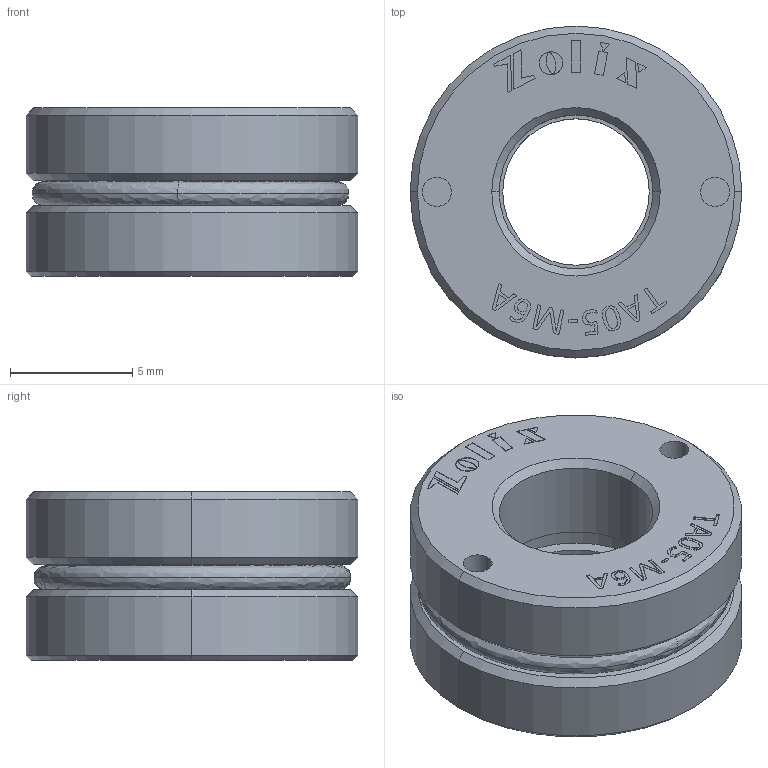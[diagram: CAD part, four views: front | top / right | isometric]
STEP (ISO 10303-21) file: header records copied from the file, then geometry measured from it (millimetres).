
FILE_DESCRIPTION (( 'STEP AP203' ), '1' );
FILE_NAME ('TA05-M6A.STEP', '2025-10-17T07:31:34', ( '' ), ( '' ), 'SwSTEP 2.0', 'SolidWorks 2020', '' );
FILE_SCHEMA (( 'CONFIG_CONTROL_DESIGN' ));
Length unit declared in the file: millimetre
Products named in the file (1): TA05-M6A
Bounding box: 13.59 x 13.59 x 6.9 mm (x, y, z)
Volume: 753.6 mm3; surface area: 876.6 mm2
Topology: 2 solids, 2 shells, 324 faces, 860 edges, 568 vertices
Faces by surface type: plane 213, bspline 79, cylinder 20, cone 12
Entity records: 11687 total; most frequent: CARTESIAN_POINT 4738, ORIENTED_EDGE 1720, DIRECTION 904, EDGE_CURVE 860, VERTEX_POINT 568, B_SPLINE_CURVE_WITH_KNOTS 508, EDGE_LOOP 356, ADVANCED_FACE 324
